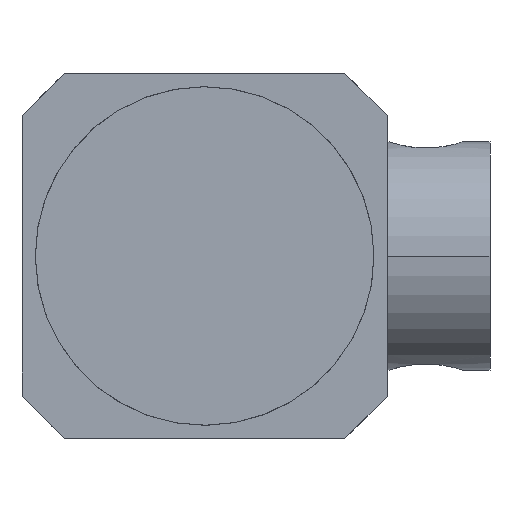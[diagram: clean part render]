
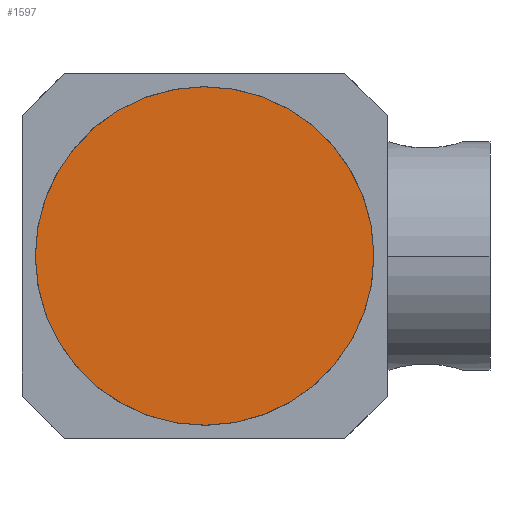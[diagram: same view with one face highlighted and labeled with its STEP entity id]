
A CAD part, front view. The second image highlights one B-rep face of the part: STEP entity #1597.
In plain terms, the highlighted face is planar.
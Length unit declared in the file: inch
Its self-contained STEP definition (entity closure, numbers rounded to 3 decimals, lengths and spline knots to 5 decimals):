
#601 = DIRECTION ( 'NONE',  ( 0., 0., 1. ) ) ;
#1003 = DIRECTION ( 'NONE',  ( 1., 0., 0. ) ) ;
#1021 = FACE_OUTER_BOUND ( 'NONE', #4007, .T. ) ;
#1046 = CARTESIAN_POINT ( 'NONE',  ( 0., 0., -0.00886 ) ) ;
#1118 = CARTESIAN_POINT ( 'NONE',  ( 0., 0., -0.00886 ) ) ;
#1239 = EDGE_CURVE ( 'NONE', #3923, #4763, #5018, .T. ) ;
#1447 = DIRECTION ( 'NONE',  ( 1., 0., 0. ) ) ;
#1597 = ADVANCED_FACE ( 'NONE', ( #1021 ), #4880, .F. ) ;
#1726 = ORIENTED_EDGE ( 'NONE', *, *, #1239, .F. ) ;
#1895 = DIRECTION ( 'NONE',  ( 0., 0., 1. ) ) ;
#2013 = ORIENTED_EDGE ( 'NONE', *, *, #3953, .F. ) ;
#2420 = AXIS2_PLACEMENT_3D ( 'NONE', #1118, #3197, #1003 ) ;
#2666 = CARTESIAN_POINT ( 'NONE',  ( -0.0876, 0., -0.00886 ) ) ;
#2667 = AXIS2_PLACEMENT_3D ( 'NONE', #3142, #1895, #3112 ) ;
#2760 = CARTESIAN_POINT ( 'NONE',  ( 0.0876, 0., -0.00886 ) ) ;
#3112 = DIRECTION ( 'NONE',  ( 1., 0., 0. ) ) ;
#3142 = CARTESIAN_POINT ( 'NONE',  ( 0., 0., -0.00886 ) ) ;
#3197 = DIRECTION ( 'NONE',  ( 0., 0., 1. ) ) ;
#3756 = AXIS2_PLACEMENT_3D ( 'NONE', #1046, #601, #1447 ) ;
#3923 = VERTEX_POINT ( 'NONE', #2666 ) ;
#3953 = EDGE_CURVE ( 'NONE', #4763, #3923, #5171, .T. ) ;
#4007 = EDGE_LOOP ( 'NONE', ( #1726, #2013 ) ) ;
#4763 = VERTEX_POINT ( 'NONE', #2760 ) ;
#4880 = PLANE ( 'NONE',  #3756 ) ;
#5018 = CIRCLE ( 'NONE', #2420, 0.0876 ) ;
#5171 = CIRCLE ( 'NONE', #2667, 0.0876 ) ;
